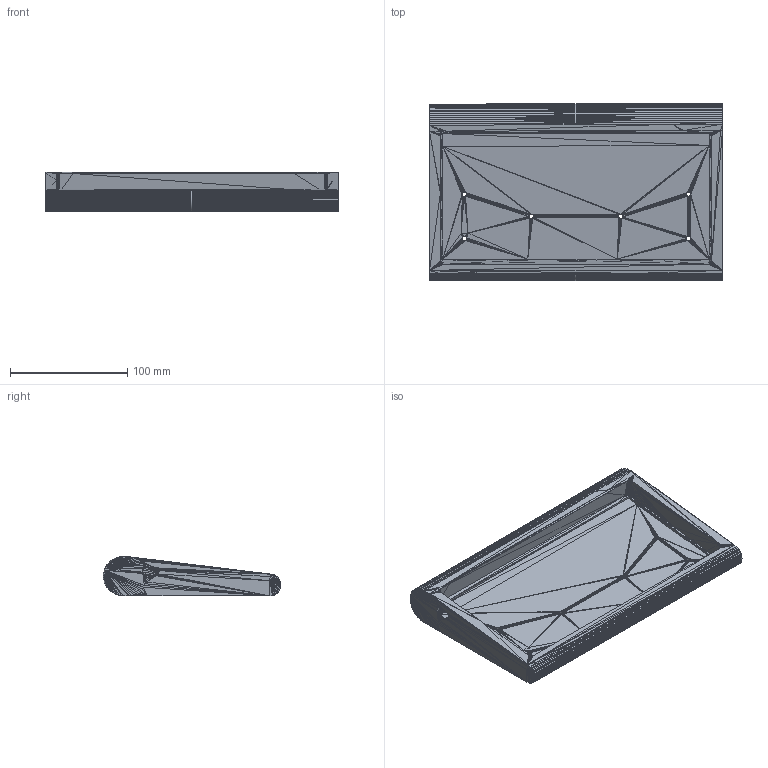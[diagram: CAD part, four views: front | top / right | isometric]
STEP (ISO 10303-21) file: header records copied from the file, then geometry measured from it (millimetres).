
FILE_DESCRIPTION(('Aspose.CAD STEP Model'),'2;1');
FILE_NAME('','2024',(''),(''),'','Aspose.CAD','');
FILE_SCHEMA(('AUTOMOTIVE_DESIGN'));
Products named in the file (2): Unnamed; Brep shape
Bounding box: 249.52 x 151.32 x 33.79 mm (x, y, z)
Volume: 445935.6 mm3; surface area: 106608.1 mm2
Topology: 2 solids, 4 shells, 3926 faces, 5885 edges, 1950 vertices
Faces by surface type: plane 3926
Entity records: 28060 total; most frequent: DIRECTION 6453, AXIS2_PLACEMENT_3D 3930, POLY_LOOP 3928, FACE_OUTER_BOUND 3928, PLANE 3928, FACE_SURFACE 3928, CARTESIAN_POINT 1951, PRODUCT 2
